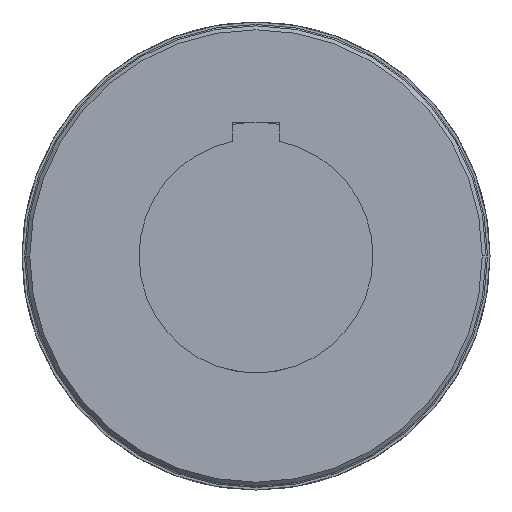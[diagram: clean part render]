
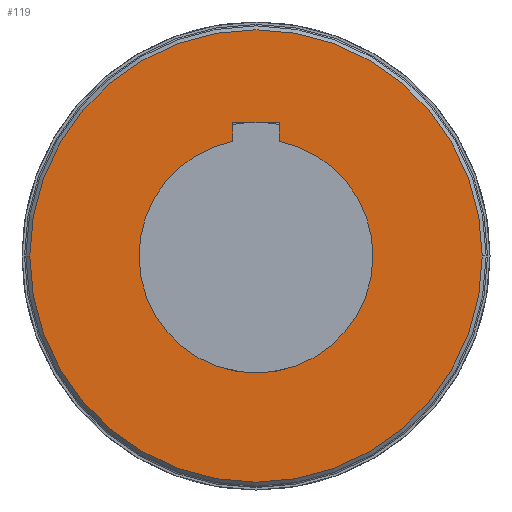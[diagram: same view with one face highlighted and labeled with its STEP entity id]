
A CAD part, left-side view. The second image highlights one B-rep face of the part: STEP entity #119.
In plain terms, the highlighted planar face has unit normal (-1, 0, 0).
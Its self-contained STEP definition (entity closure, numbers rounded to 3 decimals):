
#119=ADVANCED_FACE('',(#229,#230),#231,.T.);
#229=FACE_BOUND('',#383,.T.);
#230=FACE_OUTER_BOUND('',#384,.T.);
#231=PLANE('',#385);
#383=EDGE_LOOP('',(#777,#778,#779,#780,#781));
#384=EDGE_LOOP('',(#782,#783));
#385=AXIS2_PLACEMENT_3D('',#784,#785,#786);
#777=ORIENTED_EDGE('',*,*,#1206,.T.);
#778=ORIENTED_EDGE('',*,*,#1210,.T.);
#779=ORIENTED_EDGE('',*,*,#1190,.T.);
#780=ORIENTED_EDGE('',*,*,#1200,.T.);
#781=ORIENTED_EDGE('',*,*,#1203,.T.);
#782=ORIENTED_EDGE('',*,*,#1181,.F.);
#783=ORIENTED_EDGE('',*,*,#1221,.F.);
#784=CARTESIAN_POINT('',(-80.0,29.0,0.0));
#785=DIRECTION('',(-1.0,0.0,0.0));
#786=DIRECTION('',(0.0,-1.0,0.0));
#1181=EDGE_CURVE('',#1450,#1453,#1454,.T.);
#1190=EDGE_CURVE('',#1469,#1467,#1470,.T.);
#1200=EDGE_CURVE('',#1467,#1485,#1486,.T.);
#1203=EDGE_CURVE('',#1485,#1489,#1490,.T.);
#1206=EDGE_CURVE('',#1489,#1494,#1495,.T.);
#1210=EDGE_CURVE('',#1494,#1469,#1501,.T.);
#1221=EDGE_CURVE('',#1453,#1450,#1516,.T.);
#1450=VERTEX_POINT('',#2111);
#1453=VERTEX_POINT('',#2115);
#1454=CIRCLE('',#2116,58.0);
#1467=VERTEX_POINT('',#2133);
#1469=VERTEX_POINT('',#2136);
#1470=CIRCLE('',#2137,30.0);
#1485=VERTEX_POINT('',#2289);
#1486=LINE('',#2290,#2291);
#1489=VERTEX_POINT('',#2296);
#1490=LINE('',#2297,#2298);
#1494=VERTEX_POINT('',#2303);
#1495=LINE('',#2304,#2305);
#1501=CIRCLE('',#2313,30.0);
#1516=CIRCLE('',#2332,58.0);
#2111=CARTESIAN_POINT('',(-80.0,58.0,0.0));
#2115=CARTESIAN_POINT('',(-80.0,-58.0,0.));
#2116=AXIS2_PLACEMENT_3D('',#2941,#2942,#2943);
#2133=CARTESIAN_POINT('',(-80.0,6.0,29.394));
#2136=CARTESIAN_POINT('',(-80.0,0.,-30.0));
#2137=AXIS2_PLACEMENT_3D('',#2958,#2959,#2960);
#2289=CARTESIAN_POINT('',(-80.0,6.0,34.2));
#2290=CARTESIAN_POINT('',(-80.0,6.0,8.55));
#2291=VECTOR('',#2964,1.0);
#2296=CARTESIAN_POINT('',(-80.0,-6.0,34.2));
#2297=CARTESIAN_POINT('',(-80.0,14.5,34.2));
#2298=VECTOR('',#2967,1.0);
#2303=CARTESIAN_POINT('',(-80.0,-6.0,29.394));
#2304=CARTESIAN_POINT('',(-80.0,-6.0,8.55));
#2305=VECTOR('',#2972,1.0);
#2313=AXIS2_PLACEMENT_3D('',#2978,#2979,#2980);
#2332=AXIS2_PLACEMENT_3D('',#3003,#3004,#3005);
#2941=CARTESIAN_POINT('',(-80.0,0.0,0.0));
#2942=DIRECTION('',(1.0,0.0,0.0));
#2943=DIRECTION('',(0.0,1.0,0.0));
#2958=CARTESIAN_POINT('',(-80.0,0.0,0.0));
#2959=DIRECTION('',(1.0,0.0,0.0));
#2960=DIRECTION('',(0.0,0.0,-1.0));
#2964=DIRECTION('',(0.0,-0.0,1.0));
#2967=DIRECTION('',(0.0,-1.0,0.0));
#2972=DIRECTION('',(0.0,0.0,-1.0));
#2978=CARTESIAN_POINT('',(-80.0,0.0,0.0));
#2979=DIRECTION('',(1.0,0.0,0.0));
#2980=DIRECTION('',(0.0,0.0,-1.0));
#3003=CARTESIAN_POINT('',(-80.0,0.0,0.0));
#3004=DIRECTION('',(1.0,0.0,0.0));
#3005=DIRECTION('',(0.0,1.0,0.0));
